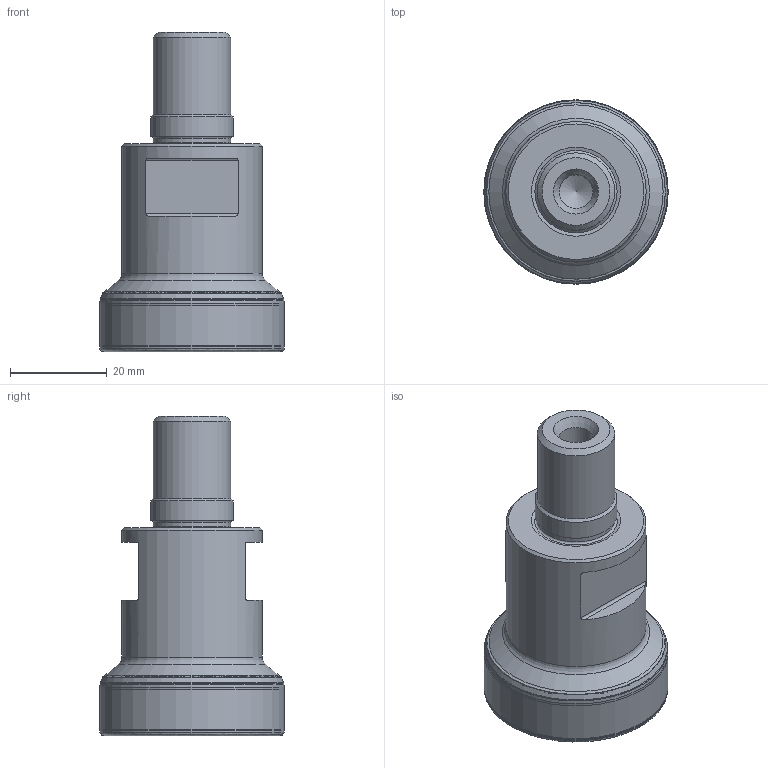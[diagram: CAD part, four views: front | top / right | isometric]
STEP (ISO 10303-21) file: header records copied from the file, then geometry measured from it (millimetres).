
FILE_DESCRIPTION(/* description */ (''),/* implementation_level */ '2;1');
FILE_NAME(/* name */ '150A4R169M16_ISTN16_C_203017522ndi000_00_SIM.stp',/* time_stamp */ '2021-03-31T10:38:35+02:00',/* author */ (''),/* organization */ (''),/* preprocessor_version */ 'ST-DEVELOPER v16.7',/* originating_system */ 'SIEMENS PLM Software NX 12.0',/* authorisation */ '');
FILE_SCHEMA (('AUTOMOTIVE_DESIGN { 1 0 10303 214 3 1 1 1 }'));
Length unit declared in the file: millimetre
Products named in the file (1): lf19406CD4A2tnxr
Bounding box: 38.12 x 38.12 x 66 mm (x, y, z)
Volume: 43018.8 mm3; surface area: 11538.9 mm2
Topology: 2 solids, 2 shells, 79 faces, 161 edges, 86 vertices
Faces by surface type: revolution 40, cone 14, cylinder 10, plane 8, torus 7
Full cylindrical faces by diameter (mm): 7 x1, 16 x2, 17 x1, 29 x1, 36.7 x1
Entity records: 2143 total; most frequent: CARTESIAN_POINT 712, DIRECTION 272, ORIENTED_EDGE 184, EDGE_LOOP 148, FACE_BOUND 140, AXIS2_PLACEMENT_3D 110, EDGE_CURVE 92, VERTEX_POINT 86
